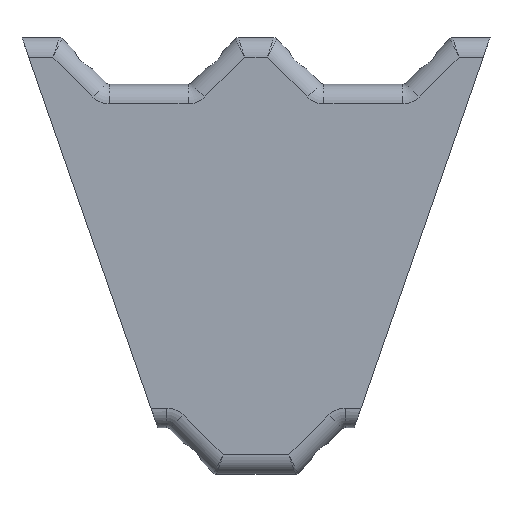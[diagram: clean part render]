
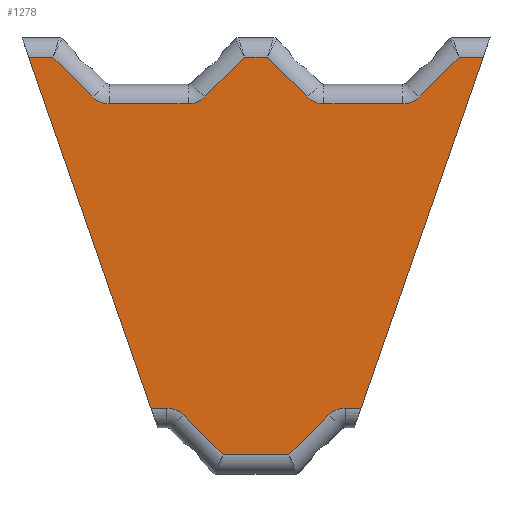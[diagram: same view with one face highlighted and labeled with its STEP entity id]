
A CAD part, top view. The second image highlights one B-rep face of the part: STEP entity #1278.
In plain terms, the highlighted planar face has unit normal (0, 0, 1).
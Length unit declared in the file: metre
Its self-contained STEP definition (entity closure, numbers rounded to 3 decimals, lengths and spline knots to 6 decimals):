
#134=CIRCLE('',#1372,0.003);
#135=CIRCLE('',#1373,0.003);
#136=CIRCLE('',#1374,0.003);
#137=CIRCLE('',#1375,0.003);
#138=CIRCLE('',#1376,0.003);
#139=CIRCLE('',#1377,0.003);
#182=ORIENTED_EDGE('',*,*,#578,.F.);
#183=ORIENTED_EDGE('',*,*,#579,.T.);
#184=ORIENTED_EDGE('',*,*,#580,.T.);
#185=ORIENTED_EDGE('',*,*,#581,.T.);
#186=ORIENTED_EDGE('',*,*,#582,.T.);
#187=ORIENTED_EDGE('',*,*,#583,.T.);
#188=ORIENTED_EDGE('',*,*,#584,.T.);
#189=ORIENTED_EDGE('',*,*,#585,.T.);
#190=ORIENTED_EDGE('',*,*,#586,.T.);
#191=ORIENTED_EDGE('',*,*,#587,.F.);
#192=ORIENTED_EDGE('',*,*,#588,.F.);
#193=ORIENTED_EDGE('',*,*,#589,.F.);
#194=ORIENTED_EDGE('',*,*,#590,.F.);
#195=ORIENTED_EDGE('',*,*,#591,.F.);
#196=ORIENTED_EDGE('',*,*,#592,.F.);
#197=ORIENTED_EDGE('',*,*,#593,.T.);
#198=ORIENTED_EDGE('',*,*,#594,.T.);
#199=ORIENTED_EDGE('',*,*,#595,.T.);
#200=ORIENTED_EDGE('',*,*,#596,.T.);
#201=ORIENTED_EDGE('',*,*,#597,.T.);
#202=ORIENTED_EDGE('',*,*,#598,.T.);
#203=ORIENTED_EDGE('',*,*,#599,.T.);
#578=EDGE_CURVE('',#776,#777,#902,.T.);
#579=EDGE_CURVE('',#776,#778,#903,.F.);
#580=EDGE_CURVE('',#778,#779,#134,.F.);
#581=EDGE_CURVE('',#779,#780,#904,.T.);
#582=EDGE_CURVE('',#780,#781,#905,.F.);
#583=EDGE_CURVE('',#781,#782,#906,.F.);
#584=EDGE_CURVE('',#782,#783,#135,.F.);
#585=EDGE_CURVE('',#783,#784,#907,.F.);
#586=EDGE_CURVE('',#784,#785,#908,.T.);
#587=EDGE_CURVE('',#786,#785,#909,.T.);
#588=EDGE_CURVE('',#787,#786,#910,.F.);
#589=EDGE_CURVE('',#788,#787,#136,.F.);
#590=EDGE_CURVE('',#789,#788,#911,.T.);
#591=EDGE_CURVE('',#790,#789,#137,.F.);
#592=EDGE_CURVE('',#791,#790,#912,.T.);
#593=EDGE_CURVE('',#791,#792,#913,.T.);
#594=EDGE_CURVE('',#792,#793,#914,.T.);
#595=EDGE_CURVE('',#793,#794,#138,.F.);
#596=EDGE_CURVE('',#794,#795,#915,.T.);
#597=EDGE_CURVE('',#795,#796,#139,.F.);
#598=EDGE_CURVE('',#796,#797,#916,.F.);
#599=EDGE_CURVE('',#797,#777,#917,.T.);
#776=VERTEX_POINT('',#1840);
#777=VERTEX_POINT('',#1841);
#778=VERTEX_POINT('',#1843);
#779=VERTEX_POINT('',#1845);
#780=VERTEX_POINT('',#1847);
#781=VERTEX_POINT('',#1849);
#782=VERTEX_POINT('',#1851);
#783=VERTEX_POINT('',#1853);
#784=VERTEX_POINT('',#1855);
#785=VERTEX_POINT('',#1857);
#786=VERTEX_POINT('',#1859);
#787=VERTEX_POINT('',#1861);
#788=VERTEX_POINT('',#1863);
#789=VERTEX_POINT('',#1865);
#790=VERTEX_POINT('',#1867);
#791=VERTEX_POINT('',#1869);
#792=VERTEX_POINT('',#1871);
#793=VERTEX_POINT('',#1873);
#794=VERTEX_POINT('',#1875);
#795=VERTEX_POINT('',#1877);
#796=VERTEX_POINT('',#1879);
#797=VERTEX_POINT('',#1881);
#902=LINE('',#1839,#982);
#903=LINE('',#1842,#983);
#904=LINE('',#1846,#984);
#905=LINE('',#1848,#985);
#906=LINE('',#1850,#986);
#907=LINE('',#1854,#987);
#908=LINE('',#1856,#988);
#909=LINE('',#1858,#989);
#910=LINE('',#1860,#990);
#911=LINE('',#1864,#991);
#912=LINE('',#1868,#992);
#913=LINE('',#1870,#993);
#914=LINE('',#1872,#994);
#915=LINE('',#1876,#995);
#916=LINE('',#1880,#996);
#917=LINE('',#1882,#997);
#982=VECTOR('',#1503,1.);
#983=VECTOR('',#1504,1.);
#984=VECTOR('',#1507,1.);
#985=VECTOR('',#1508,1.);
#986=VECTOR('',#1509,1.);
#987=VECTOR('',#1512,1.);
#988=VECTOR('',#1513,1.);
#989=VECTOR('',#1514,1.);
#990=VECTOR('',#1515,1.);
#991=VECTOR('',#1518,1.);
#992=VECTOR('',#1521,1.);
#993=VECTOR('',#1522,1.);
#994=VECTOR('',#1523,1.);
#995=VECTOR('',#1526,1.);
#996=VECTOR('',#1529,1.);
#997=VECTOR('',#1530,1.);
#1062=EDGE_LOOP('',(#182,#183,#184,#185,#186,#187,#188,#189,#190,#191,#192,
#193,#194,#195,#196,#197,#198,#199,#200,#201,#202,#203));
#1156=FACE_BOUND('',#1062,.T.);
#1250=PLANE('',#1371);
#1278=ADVANCED_FACE('',(#1156),#1250,.T.);
#1371=AXIS2_PLACEMENT_3D('',#1838,#1501,#1502);
#1372=AXIS2_PLACEMENT_3D('',#1844,#1505,#1506);
#1373=AXIS2_PLACEMENT_3D('',#1852,#1510,#1511);
#1374=AXIS2_PLACEMENT_3D('',#1862,#1516,#1517);
#1375=AXIS2_PLACEMENT_3D('',#1866,#1519,#1520);
#1376=AXIS2_PLACEMENT_3D('',#1874,#1524,#1525);
#1377=AXIS2_PLACEMENT_3D('',#1878,#1527,#1528);
#1501=DIRECTION('',(0.,0.,1.));
#1502=DIRECTION('',(1.,0.,0.));
#1503=DIRECTION('',(-0.329,0.944,0.));
#1504=DIRECTION('',(-1.,0.,0.));
#1505=DIRECTION('',(0.,0.,1.));
#1506=DIRECTION('',(1.,0.,0.));
#1507=DIRECTION('',(0.707,-0.707,0.));
#1508=DIRECTION('',(-1.,0.,0.));
#1509=DIRECTION('',(-0.707,-0.707,0.));
#1510=DIRECTION('',(0.,0.,1.));
#1511=DIRECTION('',(1.,0.,0.));
#1512=DIRECTION('',(-1.,0.,0.));
#1513=DIRECTION('',(0.329,0.944,0.));
#1514=DIRECTION('',(1.,0.,0.));
#1515=DIRECTION('',(-0.707,-0.707,0.));
#1516=DIRECTION('',(0.,0.,-1.));
#1517=DIRECTION('',(-1.,0.,0.));
#1518=DIRECTION('',(1.,0.,0.));
#1519=DIRECTION('',(0.,0.,-1.));
#1520=DIRECTION('',(-1.,0.,0.));
#1521=DIRECTION('',(0.707,-0.707,0.));
#1522=DIRECTION('',(-1.,0.,0.));
#1523=DIRECTION('',(-0.707,-0.707,0.));
#1524=DIRECTION('',(0.,0.,1.));
#1525=DIRECTION('',(1.,0.,0.));
#1526=DIRECTION('',(-1.,0.,0.));
#1527=DIRECTION('',(0.,0.,1.));
#1528=DIRECTION('',(1.,0.,0.));
#1529=DIRECTION('',(0.707,-0.707,0.));
#1530=DIRECTION('',(-1.,0.,0.));
#1838=CARTESIAN_POINT('',(0.,0.097,0.005));
#1839=CARTESIAN_POINT('',(-0.018058,0.090711,0.005));
#1840=CARTESIAN_POINT('',(-0.013457,0.0775,0.005));
#1841=CARTESIAN_POINT('',(-0.029129,0.1225,0.005));
#1842=CARTESIAN_POINT('',(0.01375,0.0775,0.005));
#1843=CARTESIAN_POINT('',(-0.011457,0.0775,0.005));
#1844=CARTESIAN_POINT('',(-0.011457,0.0745,0.005));
#1845=CARTESIAN_POINT('',(-0.009336,0.076621,0.005));
#1846=CARTESIAN_POINT('',(-0.007982,0.075268,0.005));
#1847=CARTESIAN_POINT('',(-0.004214,0.0715,0.005));
#1848=CARTESIAN_POINT('',(0.01375,0.0715,0.005));
#1849=CARTESIAN_POINT('',(0.004214,0.0715,0.005));
#1850=CARTESIAN_POINT('',(0.021732,0.089018,0.005));
#1851=CARTESIAN_POINT('',(0.009336,0.076621,0.005));
#1852=CARTESIAN_POINT('',(0.011457,0.0745,0.005));
#1853=CARTESIAN_POINT('',(0.011457,0.0775,0.005));
#1854=CARTESIAN_POINT('',(0.01375,0.0775,0.005));
#1855=CARTESIAN_POINT('',(0.013457,0.0775,0.005));
#1856=CARTESIAN_POINT('',(0.018058,0.090711,0.005));
#1857=CARTESIAN_POINT('',(0.029129,0.1225,0.005));
#1858=CARTESIAN_POINT('',(0.03,0.1225,0.005));
#1859=CARTESIAN_POINT('',(0.026036,0.1225,0.005));
#1860=CARTESIAN_POINT('',(0.026621,0.123086,0.005));
#1861=CARTESIAN_POINT('',(0.020914,0.117379,0.005));
#1862=CARTESIAN_POINT('',(0.018793,0.1195,0.005));
#1863=CARTESIAN_POINT('',(0.018793,0.1165,0.005));
#1864=CARTESIAN_POINT('',(0.018793,0.1165,0.005));
#1865=CARTESIAN_POINT('',(0.008707,0.1165,0.005));
#1866=CARTESIAN_POINT('',(0.008707,0.1195,0.005));
#1867=CARTESIAN_POINT('',(0.006586,0.117379,0.005));
#1868=CARTESIAN_POINT('',(0.006586,0.117379,0.005));
#1869=CARTESIAN_POINT('',(0.001464,0.1225,0.005));
#1870=CARTESIAN_POINT('',(-0.002293,0.1225,0.005));
#1871=CARTESIAN_POINT('',(-0.001464,0.1225,0.005));
#1872=CARTESIAN_POINT('',(-0.006586,0.117379,0.005));
#1873=CARTESIAN_POINT('',(-0.006586,0.117379,0.005));
#1874=CARTESIAN_POINT('',(-0.008707,0.1195,0.005));
#1875=CARTESIAN_POINT('',(-0.008707,0.1165,0.005));
#1876=CARTESIAN_POINT('',(-0.018793,0.1165,0.005));
#1877=CARTESIAN_POINT('',(-0.018793,0.1165,0.005));
#1878=CARTESIAN_POINT('',(-0.018793,0.1195,0.005));
#1879=CARTESIAN_POINT('',(-0.020914,0.117379,0.005));
#1880=CARTESIAN_POINT('',(-0.026621,0.123086,0.005));
#1881=CARTESIAN_POINT('',(-0.026036,0.1225,0.005));
#1882=CARTESIAN_POINT('',(-0.03,0.1225,0.005));
